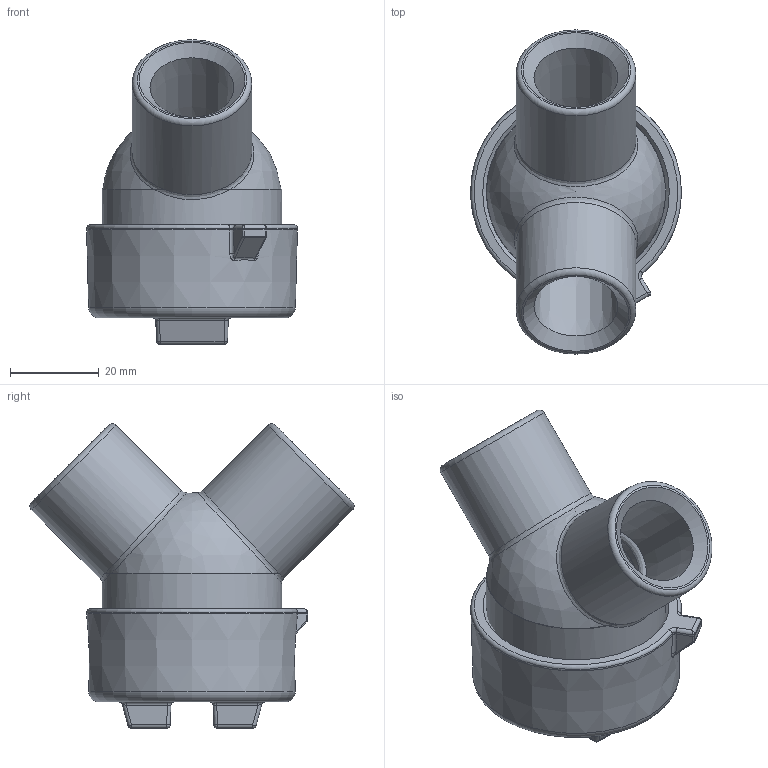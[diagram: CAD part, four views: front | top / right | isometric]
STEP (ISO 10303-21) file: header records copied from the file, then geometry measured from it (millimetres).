
FILE_DESCRIPTION(/* description */ (''),/* implementation_level */ '2;1');
FILE_NAME(/* name */ 'KIL_Y-1.stp',/* time_stamp */ '2021-03-16T08:51:10+05:00',/* author */ ('kr'),/* organization */ (''),/* preprocessor_version */ 'ST-DEVELOPER v18',/* originating_system */ 'Autodesk Inventor 2020',/* authorisation */ '');
FILE_SCHEMA (('AUTOMOTIVE_DESIGN { 1 0 10303 214 3 1 1 }'));
Length unit declared in the file: inch
Products named in the file (3): Y-1; Y-1_1; Y-1 Cover
Assembly tree (2 placements, depth 2):
  Y-1
    Y-1_1
    Y-1 Cover
Bounding box: 47.56 x 73.12 x 68.71 mm (x, y, z)
Volume: 47784.3 mm3; surface area: 23437.9 mm2
Topology: 2 solids, 2 shells, 148 faces, 364 edges, 214 vertices
Faces by surface type: cylinder 56, plane 35, bspline 25, sphere 12, cone 12, torus 8
Full cylindrical faces by diameter (mm): 27 x2, 38.1 x1, 40.481 x1
Entity records: 5836 total; most frequent: CARTESIAN_POINT 2364, DIRECTION 736, ORIENTED_EDGE 704, EDGE_CURVE 352, AXIS2_PLACEMENT_3D 304, VERTEX_POINT 214, EDGE_LOOP 158, FACE_OUTER_BOUND 148
